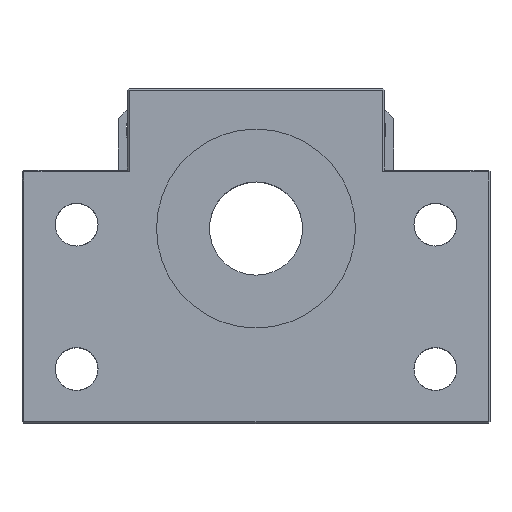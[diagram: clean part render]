
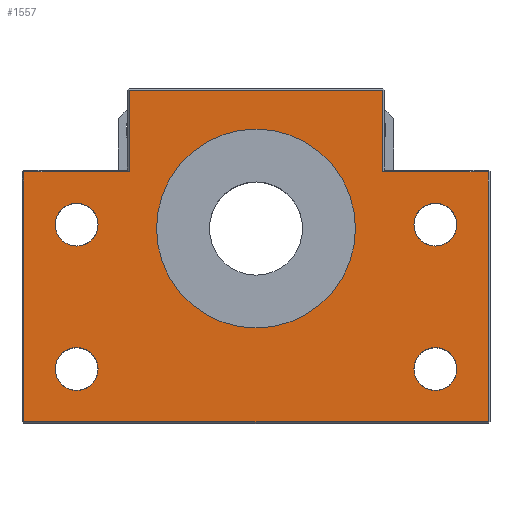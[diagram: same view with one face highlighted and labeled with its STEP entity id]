
A CAD part, top view. The second image highlights one B-rep face of the part: STEP entity #1557.
In plain terms, the highlighted planar face has unit normal (0, 0, 1).
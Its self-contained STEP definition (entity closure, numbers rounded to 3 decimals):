
#68=FACE_BOUND('',#288,.T.);
#69=FACE_BOUND('',#289,.T.);
#70=FACE_BOUND('',#290,.T.);
#71=FACE_BOUND('',#291,.T.);
#72=FACE_BOUND('',#292,.T.);
#112=CIRCLE('',#1675,2.75);
#113=CIRCLE('',#1676,2.75);
#114=CIRCLE('',#1677,2.75);
#115=CIRCLE('',#1678,2.75);
#116=CIRCLE('',#1679,12.75);
#184=FACE_OUTER_BOUND('',#287,.T.);
#287=EDGE_LOOP('',(#1195,#1196,#1197,#1198,#1199,#1200,#1201,#1202));
#288=EDGE_LOOP('',(#1203));
#289=EDGE_LOOP('',(#1204));
#290=EDGE_LOOP('',(#1205));
#291=EDGE_LOOP('',(#1206));
#292=EDGE_LOOP('',(#1207));
#398=LINE('',#2238,#553);
#415=LINE('',#2271,#570);
#418=LINE('',#2277,#573);
#444=LINE('',#2329,#599);
#446=LINE('',#2332,#601);
#449=LINE('',#2338,#604);
#451=LINE('',#2341,#606);
#453=LINE('',#2344,#608);
#553=VECTOR('',#1805,10.);
#570=VECTOR('',#1836,10.);
#573=VECTOR('',#1841,10.);
#599=VECTOR('',#1887,10.);
#601=VECTOR('',#1891,10.);
#604=VECTOR('',#1896,10.);
#606=VECTOR('',#1900,10.);
#608=VECTOR('',#1904,10.);
#691=VERTEX_POINT('',#2203);
#699=VERTEX_POINT('',#2229);
#705=VERTEX_POINT('',#2252);
#708=VERTEX_POINT('',#2262);
#711=VERTEX_POINT('',#2276);
#713=VERTEX_POINT('',#2281);
#716=VERTEX_POINT('',#2288);
#729=VERTEX_POINT('',#2337);
#751=VERTEX_POINT('',#2403);
#752=VERTEX_POINT('',#2405);
#753=VERTEX_POINT('',#2407);
#754=VERTEX_POINT('',#2409);
#755=VERTEX_POINT('',#2411);
#836=EDGE_CURVE('',#691,#699,#398,.T.);
#853=EDGE_CURVE('',#699,#708,#415,.T.);
#856=EDGE_CURVE('',#708,#711,#418,.T.);
#882=EDGE_CURVE('',#711,#716,#444,.T.);
#884=EDGE_CURVE('',#716,#713,#446,.T.);
#887=EDGE_CURVE('',#713,#729,#449,.T.);
#889=EDGE_CURVE('',#729,#705,#451,.T.);
#891=EDGE_CURVE('',#705,#691,#453,.T.);
#920=EDGE_CURVE('',#751,#751,#112,.T.);
#921=EDGE_CURVE('',#752,#752,#113,.T.);
#922=EDGE_CURVE('',#753,#753,#114,.T.);
#923=EDGE_CURVE('',#754,#754,#115,.T.);
#924=EDGE_CURVE('',#755,#755,#116,.T.);
#1195=ORIENTED_EDGE('',*,*,#836,.F.);
#1196=ORIENTED_EDGE('',*,*,#891,.F.);
#1197=ORIENTED_EDGE('',*,*,#889,.F.);
#1198=ORIENTED_EDGE('',*,*,#887,.F.);
#1199=ORIENTED_EDGE('',*,*,#884,.F.);
#1200=ORIENTED_EDGE('',*,*,#882,.F.);
#1201=ORIENTED_EDGE('',*,*,#856,.F.);
#1202=ORIENTED_EDGE('',*,*,#853,.F.);
#1203=ORIENTED_EDGE('',*,*,#920,.T.);
#1204=ORIENTED_EDGE('',*,*,#921,.T.);
#1205=ORIENTED_EDGE('',*,*,#922,.T.);
#1206=ORIENTED_EDGE('',*,*,#923,.T.);
#1207=ORIENTED_EDGE('',*,*,#924,.T.);
#1491=PLANE('',#1674);
#1557=ADVANCED_FACE('',(#184,#68,#69,#70,#71,#72),#1491,.T.);
#1674=AXIS2_PLACEMENT_3D('',#2402,#1959,#1960);
#1675=AXIS2_PLACEMENT_3D('',#2404,#1961,#1962);
#1676=AXIS2_PLACEMENT_3D('',#2406,#1963,#1964);
#1677=AXIS2_PLACEMENT_3D('',#2408,#1965,#1966);
#1678=AXIS2_PLACEMENT_3D('',#2410,#1967,#1968);
#1679=AXIS2_PLACEMENT_3D('',#2412,#1969,#1970);
#1805=DIRECTION('',(-1.,0.,0.));
#1836=DIRECTION('',(0.,1.,0.));
#1841=DIRECTION('',(1.,0.,0.));
#1887=DIRECTION('',(0.,1.,0.));
#1891=DIRECTION('',(1.,0.,0.));
#1896=DIRECTION('',(0.,-1.,0.));
#1900=DIRECTION('',(1.,0.,0.));
#1904=DIRECTION('',(0.,-1.,0.));
#1959=DIRECTION('center_axis',(0.,0.,1.));
#1960=DIRECTION('ref_axis',(1.,0.,0.));
#1961=DIRECTION('center_axis',(0.,0.,-1.));
#1962=DIRECTION('ref_axis',(-1.,0.,0.));
#1963=DIRECTION('center_axis',(0.,0.,-1.));
#1964=DIRECTION('ref_axis',(-1.,0.,0.));
#1965=DIRECTION('center_axis',(0.,0.,-1.));
#1966=DIRECTION('ref_axis',(-1.,0.,0.));
#1967=DIRECTION('center_axis',(0.,0.,-1.));
#1968=DIRECTION('ref_axis',(-1.,0.,0.));
#1969=DIRECTION('center_axis',(0.,0.,-1.));
#1970=DIRECTION('ref_axis',(-1.,0.,0.));
#2203=CARTESIAN_POINT('',(29.75,-21.25,25.));
#2229=CARTESIAN_POINT('',(-29.75,-21.25,25.));
#2238=CARTESIAN_POINT('',(-15.,-21.25,25.));
#2252=CARTESIAN_POINT('',(29.75,10.75,25.));
#2262=CARTESIAN_POINT('',(-29.75,10.75,25.));
#2271=CARTESIAN_POINT('',(-29.75,5.5,25.));
#2276=CARTESIAN_POINT('',(-16.25,10.75,25.));
#2277=CARTESIAN_POINT('',(-8.25,10.75,25.));
#2281=CARTESIAN_POINT('',(16.25,21.25,25.));
#2288=CARTESIAN_POINT('',(-16.25,21.25,25.));
#2329=CARTESIAN_POINT('',(-16.25,10.75,25.));
#2332=CARTESIAN_POINT('',(8.25,21.25,25.));
#2337=CARTESIAN_POINT('',(16.25,10.75,25.));
#2338=CARTESIAN_POINT('',(16.25,5.5,25.));
#2341=CARTESIAN_POINT('',(15.,10.75,25.));
#2344=CARTESIAN_POINT('',(29.75,-10.75,25.));
#2402=CARTESIAN_POINT('Origin',(0.,0.,25.));
#2403=CARTESIAN_POINT('',(-20.25,4.,25.));
#2404=CARTESIAN_POINT('Origin',(-23.,4.,25.));
#2405=CARTESIAN_POINT('',(25.75,-14.5,25.));
#2406=CARTESIAN_POINT('Origin',(23.,-14.5,25.));
#2407=CARTESIAN_POINT('',(-20.25,-14.5,25.));
#2408=CARTESIAN_POINT('Origin',(-23.,-14.5,25.));
#2409=CARTESIAN_POINT('',(25.75,4.,25.));
#2410=CARTESIAN_POINT('Origin',(23.,4.,25.));
#2411=CARTESIAN_POINT('',(12.75,3.5,25.));
#2412=CARTESIAN_POINT('Origin',(0.,3.5,25.));
